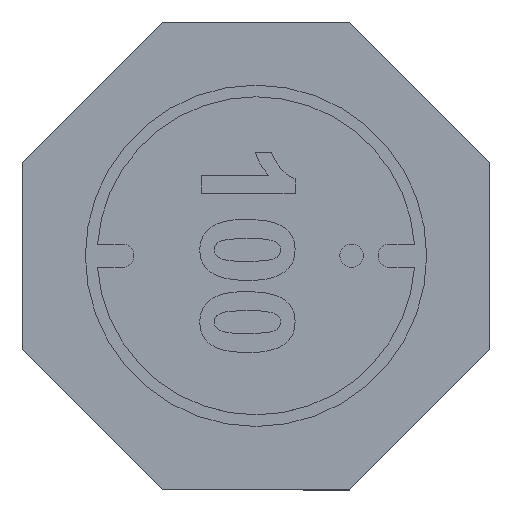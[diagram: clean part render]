
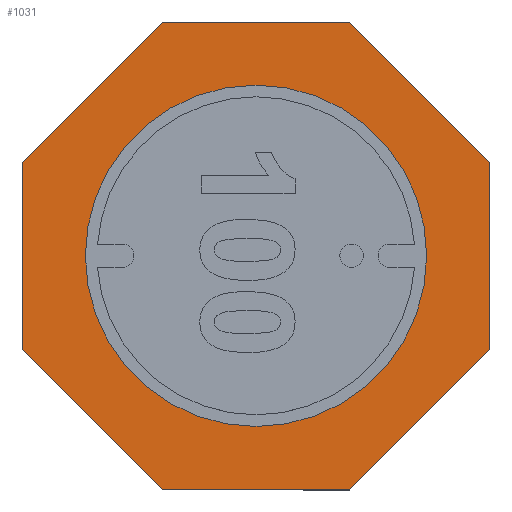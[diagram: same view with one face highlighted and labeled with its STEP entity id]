
A CAD part, top view. The second image highlights one B-rep face of the part: STEP entity #1031.
In plain terms, the highlighted planar face has unit normal (0, 0, 1).
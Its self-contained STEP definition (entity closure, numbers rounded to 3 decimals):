
#26 = ORIENTED_EDGE ( 'NONE', *, *, #226, .T. ) ;
#125 = EDGE_LOOP ( 'NONE', ( #971, #3295 ) ) ;
#150 = EDGE_CURVE ( 'NONE', #2971, #2413, #2153, .T. ) ;
#165 = LINE ( 'NONE', #3039, #1616 ) ;
#199 = PLANE ( 'NONE',  #2351 ) ;
#211 = DIRECTION ( 'NONE',  ( 0., 0., 1. ) ) ;
#217 = VERTEX_POINT ( 'NONE', #845 ) ;
#226 = EDGE_CURVE ( 'NONE', #217, #2971, #3393, .T. ) ;
#243 = VERTEX_POINT ( 'NONE', #2425 ) ;
#280 = CARTESIAN_POINT ( 'NONE',  ( 2., -5., 4.8 ) ) ;
#289 = CARTESIAN_POINT ( 'NONE',  ( -5., 2., 4.8 ) ) ;
#373 = EDGE_LOOP ( 'NONE', ( #805, #1230, #3399, #793, #2962, #26, #2189, #3020 ) ) ;
#392 = CARTESIAN_POINT ( 'NONE',  ( 5., 2., 4.8 ) ) ;
#395 = LINE ( 'NONE', #2468, #2456 ) ;
#456 = VECTOR ( 'NONE', #1736, 1000. ) ;
#532 = EDGE_CURVE ( 'NONE', #243, #2030, #1972, .T. ) ;
#540 = CIRCLE ( 'NONE', #2124, 3.65 ) ;
#546 = DIRECTION ( 'NONE',  ( -1., 0., 0. ) ) ;
#666 = CARTESIAN_POINT ( 'NONE',  ( -2., 5., 4.8 ) ) ;
#690 = VERTEX_POINT ( 'NONE', #392 ) ;
#714 = VECTOR ( 'NONE', #1196, 1000. ) ;
#793 = ORIENTED_EDGE ( 'NONE', *, *, #1317, .T. ) ;
#803 = DIRECTION ( 'NONE',  ( 0.707, -0.707, 0. ) ) ;
#805 = ORIENTED_EDGE ( 'NONE', *, *, #1822, .T. ) ;
#845 = CARTESIAN_POINT ( 'NONE',  ( 2., 5., 4.8 ) ) ;
#893 = EDGE_CURVE ( 'NONE', #2413, #1064, #2612, .T. ) ;
#912 = CARTESIAN_POINT ( 'NONE',  ( -5., -5., 4.8 ) ) ;
#922 = EDGE_CURVE ( 'NONE', #2030, #243, #540, .T. ) ;
#923 = DIRECTION ( 'NONE',  ( 0., 0., 1. ) ) ;
#971 = ORIENTED_EDGE ( 'NONE', *, *, #922, .F. ) ;
#1031 = ADVANCED_FACE ( 'NONE', ( #1255, #1885 ), #199, .T. ) ;
#1032 = CARTESIAN_POINT ( 'NONE',  ( -5., -2., 4.8 ) ) ;
#1064 = VERTEX_POINT ( 'NONE', #1032 ) ;
#1129 = DIRECTION ( 'NONE',  ( 1., 0., 0. ) ) ;
#1154 = VECTOR ( 'NONE', #2507, 1000. ) ;
#1196 = DIRECTION ( 'NONE',  ( -0.707, -0.707, 0. ) ) ;
#1230 = ORIENTED_EDGE ( 'NONE', *, *, #1698, .T. ) ;
#1255 = FACE_BOUND ( 'NONE', #125, .T. ) ;
#1311 = CARTESIAN_POINT ( 'NONE',  ( 2., -5., 4.8 ) ) ;
#1317 = EDGE_CURVE ( 'NONE', #2282, #690, #3228, .T. ) ;
#1399 = CARTESIAN_POINT ( 'NONE',  ( -5., 5., 4.8 ) ) ;
#1411 = LINE ( 'NONE', #1311, #3231 ) ;
#1432 = DIRECTION ( 'NONE',  ( -0.707, 0.707, 0. ) ) ;
#1436 = CARTESIAN_POINT ( 'NONE',  ( 0., 0., 4.8 ) ) ;
#1547 = LINE ( 'NONE', #2714, #2968 ) ;
#1591 = DIRECTION ( 'NONE',  ( 0.707, 0.707, 0. ) ) ;
#1616 = VECTOR ( 'NONE', #1432, 1000. ) ;
#1698 = EDGE_CURVE ( 'NONE', #2654, #2390, #395, .T. ) ;
#1708 = DIRECTION ( 'NONE',  ( -1., 0., 0. ) ) ;
#1736 = DIRECTION ( 'NONE',  ( 0., -1., 0. ) ) ;
#1822 = EDGE_CURVE ( 'NONE', #1064, #2654, #1547, .T. ) ;
#1841 = CARTESIAN_POINT ( 'NONE',  ( -5., -5., 4.8 ) ) ;
#1885 = FACE_OUTER_BOUND ( 'NONE', #373, .T. ) ;
#1972 = CIRCLE ( 'NONE', #3157, 3.65 ) ;
#2030 = VERTEX_POINT ( 'NONE', #2166 ) ;
#2039 = EDGE_CURVE ( 'NONE', #690, #217, #165, .T. ) ;
#2106 = DIRECTION ( 'NONE',  ( 1., 0., 0. ) ) ;
#2124 = AXIS2_PLACEMENT_3D ( 'NONE', #2542, #923, #2820 ) ;
#2138 = CARTESIAN_POINT ( 'NONE',  ( 5., -2., 4.8 ) ) ;
#2153 = LINE ( 'NONE', #666, #714 ) ;
#2166 = CARTESIAN_POINT ( 'NONE',  ( -3.65, 0., 4.8 ) ) ;
#2189 = ORIENTED_EDGE ( 'NONE', *, *, #150, .T. ) ;
#2282 = VERTEX_POINT ( 'NONE', #2138 ) ;
#2351 = AXIS2_PLACEMENT_3D ( 'NONE', #1841, #211, #2106 ) ;
#2390 = VERTEX_POINT ( 'NONE', #280 ) ;
#2413 = VERTEX_POINT ( 'NONE', #289 ) ;
#2425 = CARTESIAN_POINT ( 'NONE',  ( 3.65, 0., 4.8 ) ) ;
#2456 = VECTOR ( 'NONE', #1129, 1000. ) ;
#2468 = CARTESIAN_POINT ( 'NONE',  ( -5., -5., 4.8 ) ) ;
#2492 = CARTESIAN_POINT ( 'NONE',  ( 5., -5., 4.8 ) ) ;
#2507 = DIRECTION ( 'NONE',  ( 0., 1., 0. ) ) ;
#2542 = CARTESIAN_POINT ( 'NONE',  ( 0., 0., 4.8 ) ) ;
#2612 = LINE ( 'NONE', #912, #456 ) ;
#2654 = VERTEX_POINT ( 'NONE', #2887 ) ;
#2714 = CARTESIAN_POINT ( 'NONE',  ( -5., -2., 4.8 ) ) ;
#2820 = DIRECTION ( 'NONE',  ( -1., 0., 0. ) ) ;
#2887 = CARTESIAN_POINT ( 'NONE',  ( -2., -5., 4.8 ) ) ;
#2962 = ORIENTED_EDGE ( 'NONE', *, *, #2039, .T. ) ;
#2968 = VECTOR ( 'NONE', #803, 1000. ) ;
#2971 = VERTEX_POINT ( 'NONE', #3068 ) ;
#3020 = ORIENTED_EDGE ( 'NONE', *, *, #893, .T. ) ;
#3039 = CARTESIAN_POINT ( 'NONE',  ( 5., 2., 4.8 ) ) ;
#3068 = CARTESIAN_POINT ( 'NONE',  ( -2., 5., 4.8 ) ) ;
#3157 = AXIS2_PLACEMENT_3D ( 'NONE', #1436, #3337, #1708 ) ;
#3228 = LINE ( 'NONE', #2492, #1154 ) ;
#3231 = VECTOR ( 'NONE', #1591, 1000. ) ;
#3254 = EDGE_CURVE ( 'NONE', #2390, #2282, #1411, .T. ) ;
#3286 = VECTOR ( 'NONE', #546, 1000. ) ;
#3295 = ORIENTED_EDGE ( 'NONE', *, *, #532, .F. ) ;
#3337 = DIRECTION ( 'NONE',  ( 0., 0., 1. ) ) ;
#3393 = LINE ( 'NONE', #1399, #3286 ) ;
#3399 = ORIENTED_EDGE ( 'NONE', *, *, #3254, .T. ) ;
